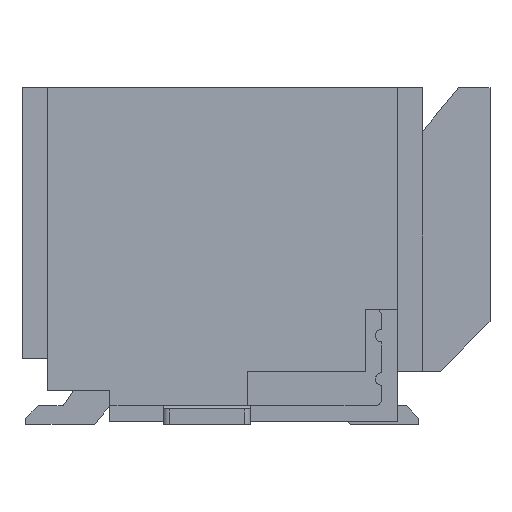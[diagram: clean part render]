
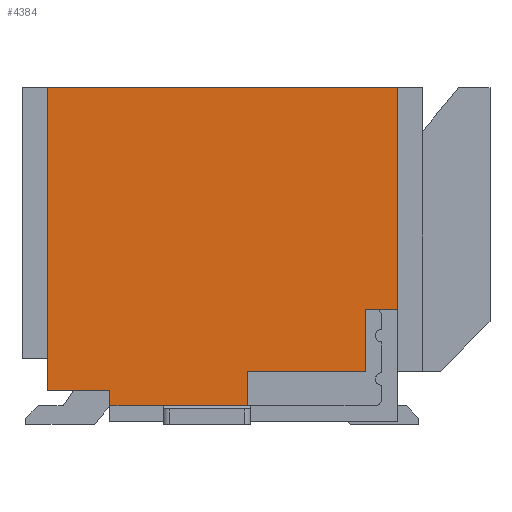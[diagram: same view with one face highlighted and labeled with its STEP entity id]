
A CAD part, left-side view. The second image highlights one B-rep face of the part: STEP entity #4384.
In plain terms, the highlighted planar face has unit normal (-1, 0, 0).
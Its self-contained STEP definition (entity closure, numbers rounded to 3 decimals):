
#289 = LINE ( 'NONE', #10744, #29980 ) ;
#631 = VERTEX_POINT ( 'NONE', #9261 ) ;
#1015 = VECTOR ( 'NONE', #7644, 1000. ) ;
#1474 = VERTEX_POINT ( 'NONE', #20155 ) ;
#1729 = ORIENTED_EDGE ( 'NONE', *, *, #20814, .T. ) ;
#2000 = CARTESIAN_POINT ( 'NONE',  ( -10.65, -2.3, 0.8 ) ) ;
#2280 = EDGE_CURVE ( 'NONE', #6313, #22970, #4756, .T. ) ;
#3048 = ORIENTED_EDGE ( 'NONE', *, *, #14137, .F. ) ;
#3462 = ORIENTED_EDGE ( 'NONE', *, *, #14512, .T. ) ;
#3471 = CARTESIAN_POINT ( 'NONE',  ( -10.65, 1.8, 0.5 ) ) ;
#3937 = ORIENTED_EDGE ( 'NONE', *, *, #27385, .T. ) ;
#4384 = ADVANCED_FACE ( 'NONE', ( #10227 ), #31134, .F. ) ;
#4512 = EDGE_CURVE ( 'NONE', #22970, #29856, #289, .T. ) ;
#4756 = LINE ( 'NONE', #23280, #27064 ) ;
#5057 = DIRECTION ( 'NONE',  ( 0., 0., -1. ) ) ;
#5492 = CARTESIAN_POINT ( 'NONE',  ( -10.65, -3.21, 5.35 ) ) ;
#6313 = VERTEX_POINT ( 'NONE', #31063 ) ;
#6792 = EDGE_CURVE ( 'NONE', #29856, #6909, #13199, .T. ) ;
#6909 = VERTEX_POINT ( 'NONE', #28817 ) ;
#6970 = DIRECTION ( 'NONE',  ( 0., -1., 0. ) ) ;
#7366 = VECTOR ( 'NONE', #23117, 1000. ) ;
#7584 = CARTESIAN_POINT ( 'NONE',  ( -10.65, -0.4, 0.8 ) ) ;
#7644 = DIRECTION ( 'NONE',  ( 0., 0., 1. ) ) ;
#7880 = DIRECTION ( 'NONE',  ( 0., -1., 0. ) ) ;
#7914 = VECTOR ( 'NONE', #13754, 1000. ) ;
#9261 = CARTESIAN_POINT ( 'NONE',  ( -10.65, 2.8, 5.35 ) ) ;
#10227 = FACE_OUTER_BOUND ( 'NONE', #12435, .T. ) ;
#10229 = DIRECTION ( 'NONE',  ( 0., -1., 0. ) ) ;
#10744 = CARTESIAN_POINT ( 'NONE',  ( -10.65, 1.8, 5.35 ) ) ;
#11120 = VECTOR ( 'NONE', #6970, 1000. ) ;
#11251 = DIRECTION ( 'NONE',  ( 0., 0., 1. ) ) ;
#12094 = CARTESIAN_POINT ( 'NONE',  ( -10.65, -2.3, 1.8 ) ) ;
#12293 = CARTESIAN_POINT ( 'NONE',  ( -10.65, -3.21, 5.35 ) ) ;
#12435 = EDGE_LOOP ( 'NONE', ( #33276, #20267, #1729, #25637, #3462, #3937, #18816, #3048, #16333, #23120 ) ) ;
#12503 = LINE ( 'NONE', #29235, #22385 ) ;
#12593 = VERTEX_POINT ( 'NONE', #7584 ) ;
#12785 = LINE ( 'NONE', #28747, #33589 ) ;
#12938 = CARTESIAN_POINT ( 'NONE',  ( -10.65, -2.3, 0.8 ) ) ;
#13044 = VECTOR ( 'NONE', #7880, 1000. ) ;
#13199 = LINE ( 'NONE', #23656, #23743 ) ;
#13754 = DIRECTION ( 'NONE',  ( 0., 0., -1. ) ) ;
#14137 = EDGE_CURVE ( 'NONE', #631, #1474, #22839, .T. ) ;
#14247 = CARTESIAN_POINT ( 'NONE',  ( -10.65, -2.8, 1.8 ) ) ;
#14512 = EDGE_CURVE ( 'NONE', #25594, #17414, #12503, .T. ) ;
#15563 = LINE ( 'NONE', #23296, #7366 ) ;
#15739 = AXIS2_PLACEMENT_3D ( 'NONE', #12293, #20524, #5057 ) ;
#15973 = EDGE_CURVE ( 'NONE', #28409, #1474, #22930, .T. ) ;
#16333 = ORIENTED_EDGE ( 'NONE', *, *, #32223, .T. ) ;
#17414 = VERTEX_POINT ( 'NONE', #12094 ) ;
#18816 = ORIENTED_EDGE ( 'NONE', *, *, #15973, .T. ) ;
#19254 = LINE ( 'NONE', #27145, #7914 ) ;
#20155 = CARTESIAN_POINT ( 'NONE',  ( -10.65, -2.8, 5.35 ) ) ;
#20267 = ORIENTED_EDGE ( 'NONE', *, *, #6792, .T. ) ;
#20524 = DIRECTION ( 'NONE',  ( 1., 0., 0. ) ) ;
#20814 = EDGE_CURVE ( 'NONE', #6909, #12593, #15563, .T. ) ;
#22385 = VECTOR ( 'NONE', #11251, 1000. ) ;
#22839 = LINE ( 'NONE', #5492, #13044 ) ;
#22930 = LINE ( 'NONE', #33371, #1015 ) ;
#22970 = VERTEX_POINT ( 'NONE', #3471 ) ;
#23104 = DIRECTION ( 'NONE',  ( 0., -1., 0. ) ) ;
#23117 = DIRECTION ( 'NONE',  ( 0., 0., 1. ) ) ;
#23120 = ORIENTED_EDGE ( 'NONE', *, *, #2280, .T. ) ;
#23280 = CARTESIAN_POINT ( 'NONE',  ( -10.65, -3.21, 0.5 ) ) ;
#23296 = CARTESIAN_POINT ( 'NONE',  ( -10.65, -0.4, 0.8 ) ) ;
#23656 = CARTESIAN_POINT ( 'NONE',  ( -10.65, 8.2, 0.25 ) ) ;
#23743 = VECTOR ( 'NONE', #28982, 1000. ) ;
#24112 = DIRECTION ( 'NONE',  ( 0., 0., -1. ) ) ;
#25505 = LINE ( 'NONE', #2000, #11120 ) ;
#25594 = VERTEX_POINT ( 'NONE', #12938 ) ;
#25637 = ORIENTED_EDGE ( 'NONE', *, *, #26002, .T. ) ;
#26002 = EDGE_CURVE ( 'NONE', #12593, #25594, #25505, .T. ) ;
#27064 = VECTOR ( 'NONE', #23104, 1000. ) ;
#27145 = CARTESIAN_POINT ( 'NONE',  ( -10.65, 2.8, 5.35 ) ) ;
#27385 = EDGE_CURVE ( 'NONE', #17414, #28409, #12785, .T. ) ;
#28409 = VERTEX_POINT ( 'NONE', #14247 ) ;
#28747 = CARTESIAN_POINT ( 'NONE',  ( -10.65, -2.8, 1.8 ) ) ;
#28817 = CARTESIAN_POINT ( 'NONE',  ( -10.65, -0.4, 0.25 ) ) ;
#28982 = DIRECTION ( 'NONE',  ( 0., -1., 0. ) ) ;
#29235 = CARTESIAN_POINT ( 'NONE',  ( -10.65, -2.3, 1.8 ) ) ;
#29856 = VERTEX_POINT ( 'NONE', #31726 ) ;
#29980 = VECTOR ( 'NONE', #24112, 1000. ) ;
#31063 = CARTESIAN_POINT ( 'NONE',  ( -10.65, 2.8, 0.5 ) ) ;
#31134 = PLANE ( 'NONE',  #15739 ) ;
#31726 = CARTESIAN_POINT ( 'NONE',  ( -10.65, 1.8, 0.25 ) ) ;
#32223 = EDGE_CURVE ( 'NONE', #631, #6313, #19254, .T. ) ;
#33276 = ORIENTED_EDGE ( 'NONE', *, *, #4512, .T. ) ;
#33371 = CARTESIAN_POINT ( 'NONE',  ( -10.65, -2.8, -8.15 ) ) ;
#33589 = VECTOR ( 'NONE', #10229, 1000. ) ;
